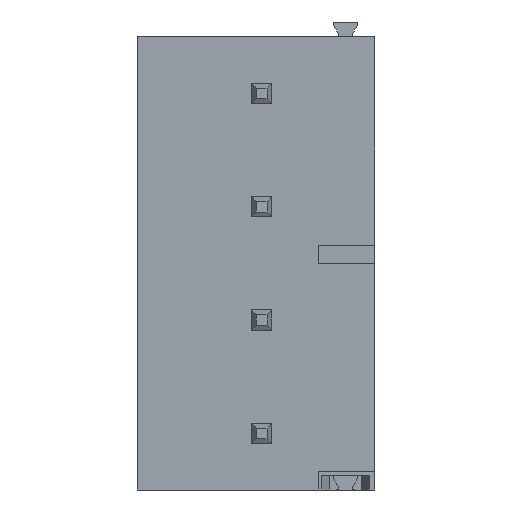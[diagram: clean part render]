
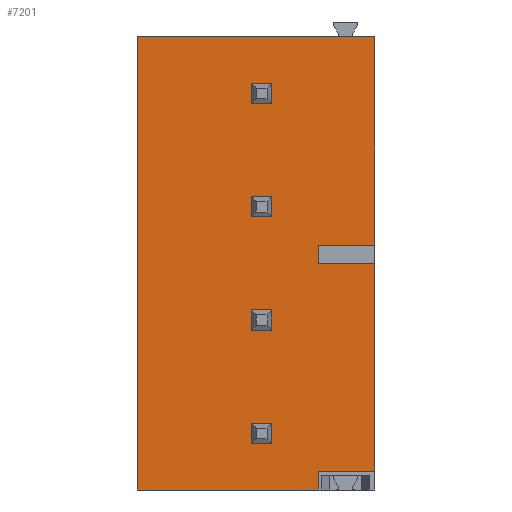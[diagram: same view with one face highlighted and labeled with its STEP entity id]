
A CAD part, front view. The second image highlights one B-rep face of the part: STEP entity #7201.
In plain terms, the highlighted planar face has unit normal (0, -1, 0).
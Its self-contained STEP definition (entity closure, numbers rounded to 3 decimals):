
#59=CARTESIAN_POINT('',(2.5,-1.0,-6.7));
#60=VERTEX_POINT('',#59);
#67=CARTESIAN_POINT('',(2.5,-1.0,-7.5));
#68=VERTEX_POINT('',#67);
#69=CARTESIAN_POINT('',(2.5,-1.0,-7.5));
#70=DIRECTION('',(0.0,0.0,1.0));
#71=VECTOR('',#70,0.8);
#72=LINE('',#69,#71);
#73=EDGE_CURVE('',#68,#60,#72,.T.);
#98=CARTESIAN_POINT('',(5.,-1.0,-7.5));
#99=VERTEX_POINT('',#98);
#100=CARTESIAN_POINT('',(5.,-1.0,-7.5));
#101=DIRECTION('',(-1.0,0.0,0.0));
#102=VECTOR('',#101,2.5);
#103=LINE('',#100,#102);
#104=EDGE_CURVE('',#99,#68,#103,.T.);
#128=CARTESIAN_POINT('',(5.,-1.0,-6.7));
#129=VERTEX_POINT('',#128);
#136=CARTESIAN_POINT('',(2.5,-1.0,-6.7));
#137=DIRECTION('',(1.0,0.0,0.0));
#138=VECTOR('',#137,2.5);
#139=LINE('',#136,#138);
#140=EDGE_CURVE('',#60,#129,#139,.T.);
#171=CARTESIAN_POINT('',(5.0,-1.0,-16.7));
#172=VERTEX_POINT('',#171);
#173=CARTESIAN_POINT('',(5.0,-1.0,-16.7));
#174=DIRECTION('',(0.0,0.0,1.0));
#175=VECTOR('',#174,9.2);
#176=LINE('',#173,#175);
#177=EDGE_CURVE('',#172,#99,#176,.T.);
#211=CARTESIAN_POINT('',(5.,-1.0,2.5));
#212=VERTEX_POINT('',#211);
#219=CARTESIAN_POINT('',(5.,-1.0,-6.7));
#220=DIRECTION('',(0.0,0.0,1.0));
#221=VECTOR('',#220,9.2);
#222=LINE('',#219,#221);
#223=EDGE_CURVE('',#129,#212,#222,.T.);
#1613=CARTESIAN_POINT('',(0.45,-1.,-14.55));
#1614=VERTEX_POINT('',#1613);
#1621=CARTESIAN_POINT('',(-0.45,-1.,-14.55));
#1622=VERTEX_POINT('',#1621);
#1623=CARTESIAN_POINT('',(-0.45,-1.,-14.55));
#1624=DIRECTION('',(1.0,0.0,0.0));
#1625=VECTOR('',#1624,0.9);
#1626=LINE('',#1623,#1625);
#1627=EDGE_CURVE('',#1622,#1614,#1626,.T.);
#1683=CARTESIAN_POINT('',(0.45,-1.,-9.55));
#1684=VERTEX_POINT('',#1683);
#1691=CARTESIAN_POINT('',(-0.45,-1.,-9.55));
#1692=VERTEX_POINT('',#1691);
#1693=CARTESIAN_POINT('',(-0.45,-1.,-9.55));
#1694=DIRECTION('',(1.0,0.0,0.0));
#1695=VECTOR('',#1694,0.9);
#1696=LINE('',#1693,#1695);
#1697=EDGE_CURVE('',#1692,#1684,#1696,.T.);
#1753=CARTESIAN_POINT('',(0.45,-1.,-4.55));
#1754=VERTEX_POINT('',#1753);
#1761=CARTESIAN_POINT('',(-0.45,-1.,-4.55));
#1762=VERTEX_POINT('',#1761);
#1763=CARTESIAN_POINT('',(-0.45,-1.,-4.55));
#1764=DIRECTION('',(1.0,0.0,0.0));
#1765=VECTOR('',#1764,0.9);
#1766=LINE('',#1763,#1765);
#1767=EDGE_CURVE('',#1762,#1754,#1766,.T.);
#1800=CARTESIAN_POINT('',(-0.45,-1.,-15.45));
#1801=VERTEX_POINT('',#1800);
#1802=CARTESIAN_POINT('',(-0.45,-1.,-15.45));
#1803=DIRECTION('',(0.0,0.0,1.0));
#1804=VECTOR('',#1803,0.9);
#1805=LINE('',#1802,#1804);
#1806=EDGE_CURVE('',#1801,#1622,#1805,.T.);
#1831=CARTESIAN_POINT('',(0.45,-1.,-15.45));
#1832=VERTEX_POINT('',#1831);
#1833=CARTESIAN_POINT('',(0.45,-1.,-15.45));
#1834=DIRECTION('',(-1.0,0.0,0.0));
#1835=VECTOR('',#1834,0.9);
#1836=LINE('',#1833,#1835);
#1837=EDGE_CURVE('',#1832,#1801,#1836,.T.);
#1853=CARTESIAN_POINT('',(0.45,-1.,-14.55));
#1854=DIRECTION('',(0.0,0.0,-1.0));
#1855=VECTOR('',#1854,0.9);
#1856=LINE('',#1853,#1855);
#1857=EDGE_CURVE('',#1614,#1832,#1856,.T.);
#1882=CARTESIAN_POINT('',(-0.45,-1.,-10.45));
#1883=VERTEX_POINT('',#1882);
#1884=CARTESIAN_POINT('',(-0.45,-1.,-10.45));
#1885=DIRECTION('',(0.0,0.0,1.0));
#1886=VECTOR('',#1885,0.9);
#1887=LINE('',#1884,#1886);
#1888=EDGE_CURVE('',#1883,#1692,#1887,.T.);
#1913=CARTESIAN_POINT('',(0.45,-1.,-10.45));
#1914=VERTEX_POINT('',#1913);
#1915=CARTESIAN_POINT('',(0.45,-1.,-10.45));
#1916=DIRECTION('',(-1.0,0.0,0.0));
#1917=VECTOR('',#1916,0.9);
#1918=LINE('',#1915,#1917);
#1919=EDGE_CURVE('',#1914,#1883,#1918,.T.);
#1935=CARTESIAN_POINT('',(0.45,-1.,-9.55));
#1936=DIRECTION('',(0.0,0.0,-1.0));
#1937=VECTOR('',#1936,0.9);
#1938=LINE('',#1935,#1937);
#1939=EDGE_CURVE('',#1684,#1914,#1938,.T.);
#1964=CARTESIAN_POINT('',(-0.45,-1.,-5.45));
#1965=VERTEX_POINT('',#1964);
#1966=CARTESIAN_POINT('',(-0.45,-1.,-5.45));
#1967=DIRECTION('',(0.0,0.0,1.0));
#1968=VECTOR('',#1967,0.9);
#1969=LINE('',#1966,#1968);
#1970=EDGE_CURVE('',#1965,#1762,#1969,.T.);
#1995=CARTESIAN_POINT('',(0.45,-1.,-5.45));
#1996=VERTEX_POINT('',#1995);
#1997=CARTESIAN_POINT('',(0.45,-1.,-5.45));
#1998=DIRECTION('',(-1.0,0.0,0.0));
#1999=VECTOR('',#1998,0.9);
#2000=LINE('',#1997,#1999);
#2001=EDGE_CURVE('',#1996,#1965,#2000,.T.);
#2017=CARTESIAN_POINT('',(0.45,-1.,-4.55));
#2018=DIRECTION('',(0.0,0.0,-1.0));
#2019=VECTOR('',#2018,0.9);
#2020=LINE('',#2017,#2019);
#2021=EDGE_CURVE('',#1754,#1996,#2020,.T.);
#5061=CARTESIAN_POINT('',(2.5,-1.0,-17.5));
#5062=VERTEX_POINT('',#5061);
#5069=CARTESIAN_POINT('',(-5.5,-1.,-17.5));
#5070=VERTEX_POINT('',#5069);
#5071=CARTESIAN_POINT('',(-5.5,-1.,-17.5));
#5072=DIRECTION('',(1.0,0.0,0.0));
#5073=VECTOR('',#5072,8.);
#5074=LINE('',#5071,#5073);
#5075=EDGE_CURVE('',#5070,#5062,#5074,.T.);
#5598=CARTESIAN_POINT('',(-5.5,-1.,2.5));
#5599=VERTEX_POINT('',#5598);
#5606=CARTESIAN_POINT('',(5.,-1.0,2.5));
#5607=DIRECTION('',(-1.0,0.0,0.0));
#5608=VECTOR('',#5607,10.5);
#5609=LINE('',#5606,#5608);
#5610=EDGE_CURVE('',#212,#5599,#5609,.T.);
#5657=CARTESIAN_POINT('',(2.5,-1.0,-16.7));
#5658=VERTEX_POINT('',#5657);
#5665=CARTESIAN_POINT('',(2.5,-1.0,-17.5));
#5666=DIRECTION('',(0.0,0.0,1.0));
#5667=VECTOR('',#5666,0.8);
#5668=LINE('',#5665,#5667);
#5669=EDGE_CURVE('',#5062,#5658,#5668,.T.);
#5687=CARTESIAN_POINT('',(2.5,-1.0,-16.7));
#5688=DIRECTION('',(1.0,0.0,0.0));
#5689=VECTOR('',#5688,2.5);
#5690=LINE('',#5687,#5689);
#5691=EDGE_CURVE('',#5658,#172,#5690,.T.);
#6124=CARTESIAN_POINT('',(0.45,-1.,0.45));
#6125=VERTEX_POINT('',#6124);
#6132=CARTESIAN_POINT('',(-0.45,-1.,0.45));
#6133=VERTEX_POINT('',#6132);
#6134=CARTESIAN_POINT('',(-0.45,-1.,0.45));
#6135=DIRECTION('',(1.0,0.0,0.0));
#6136=VECTOR('',#6135,0.9);
#6137=LINE('',#6134,#6136);
#6138=EDGE_CURVE('',#6133,#6125,#6137,.T.);
#6171=CARTESIAN_POINT('',(-0.45,-1.,-0.45));
#6172=VERTEX_POINT('',#6171);
#6173=CARTESIAN_POINT('',(-0.45,-1.,-0.45));
#6174=DIRECTION('',(0.0,0.0,1.0));
#6175=VECTOR('',#6174,0.9);
#6176=LINE('',#6173,#6175);
#6177=EDGE_CURVE('',#6172,#6133,#6176,.T.);
#6202=CARTESIAN_POINT('',(0.45,-1.,-0.45));
#6203=VERTEX_POINT('',#6202);
#6204=CARTESIAN_POINT('',(0.45,-1.,-0.45));
#6205=DIRECTION('',(-1.0,0.0,0.0));
#6206=VECTOR('',#6205,0.9);
#6207=LINE('',#6204,#6206);
#6208=EDGE_CURVE('',#6203,#6172,#6207,.T.);
#6224=CARTESIAN_POINT('',(0.45,-1.,0.45));
#6225=DIRECTION('',(0.0,0.0,-1.0));
#6226=VECTOR('',#6225,0.9);
#6227=LINE('',#6224,#6226);
#6228=EDGE_CURVE('',#6125,#6203,#6227,.T.);
#6998=CARTESIAN_POINT('',(-5.5,-1.,2.5));
#6999=DIRECTION('',(0.0,0.0,-1.0));
#7000=VECTOR('',#6999,20.0);
#7001=LINE('',#6998,#7000);
#7002=EDGE_CURVE('',#5599,#5070,#7001,.T.);
#7160=CARTESIAN_POINT('',(5.,-1.0,0.0));
#7161=DIRECTION('',(0.0,-1.0,0.0));
#7162=DIRECTION('',(0.0,0.0,-1.0));
#7163=AXIS2_PLACEMENT_3D('',#7160,#7161,#7162);
#7164=PLANE('',#7163);
#7165=ORIENTED_EDGE('',*,*,#140,.T.);
#7166=ORIENTED_EDGE('',*,*,#223,.T.);
#7167=ORIENTED_EDGE('',*,*,#5610,.T.);
#7168=ORIENTED_EDGE('',*,*,#7002,.T.);
#7169=ORIENTED_EDGE('',*,*,#5075,.T.);
#7170=ORIENTED_EDGE('',*,*,#5669,.T.);
#7171=ORIENTED_EDGE('',*,*,#5691,.T.);
#7172=ORIENTED_EDGE('',*,*,#177,.T.);
#7173=ORIENTED_EDGE('',*,*,#104,.T.);
#7174=ORIENTED_EDGE('',*,*,#73,.T.);
#7175=EDGE_LOOP('',(#7165,#7166,#7167,#7168,#7169,#7170,#7171,#7172,#7173,#7174));
#7176=FACE_OUTER_BOUND('',#7175,.T.);
#7177=ORIENTED_EDGE('',*,*,#1837,.T.);
#7178=ORIENTED_EDGE('',*,*,#1806,.T.);
#7179=ORIENTED_EDGE('',*,*,#1627,.T.);
#7180=ORIENTED_EDGE('',*,*,#1857,.T.);
#7181=EDGE_LOOP('',(#7177,#7178,#7179,#7180));
#7182=FACE_BOUND('',#7181,.T.);
#7183=ORIENTED_EDGE('',*,*,#1919,.T.);
#7184=ORIENTED_EDGE('',*,*,#1888,.T.);
#7185=ORIENTED_EDGE('',*,*,#1697,.T.);
#7186=ORIENTED_EDGE('',*,*,#1939,.T.);
#7187=EDGE_LOOP('',(#7183,#7184,#7185,#7186));
#7188=FACE_BOUND('',#7187,.T.);
#7189=ORIENTED_EDGE('',*,*,#2001,.T.);
#7190=ORIENTED_EDGE('',*,*,#1970,.T.);
#7191=ORIENTED_EDGE('',*,*,#1767,.T.);
#7192=ORIENTED_EDGE('',*,*,#2021,.T.);
#7193=EDGE_LOOP('',(#7189,#7190,#7191,#7192));
#7194=FACE_BOUND('',#7193,.T.);
#7195=ORIENTED_EDGE('',*,*,#6208,.T.);
#7196=ORIENTED_EDGE('',*,*,#6177,.T.);
#7197=ORIENTED_EDGE('',*,*,#6138,.T.);
#7198=ORIENTED_EDGE('',*,*,#6228,.T.);
#7199=EDGE_LOOP('',(#7195,#7196,#7197,#7198));
#7200=FACE_BOUND('',#7199,.T.);
#7201=ADVANCED_FACE('',(#7176,#7182,#7188,#7194,#7200),#7164,.T.);
